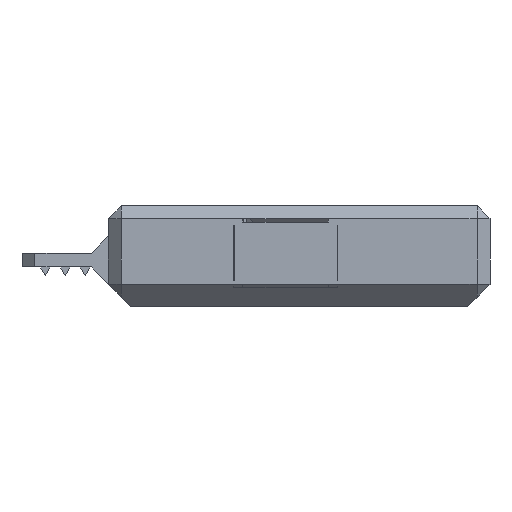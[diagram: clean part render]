
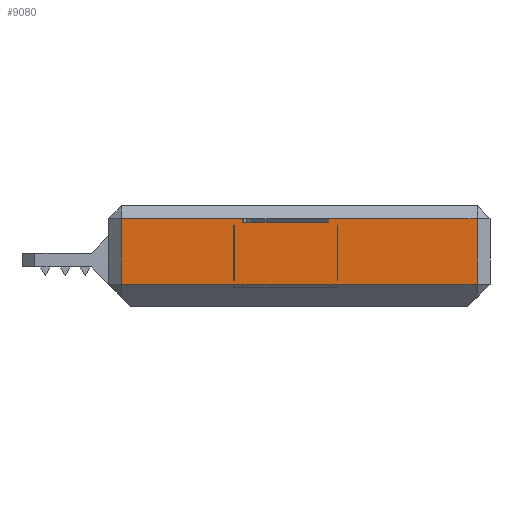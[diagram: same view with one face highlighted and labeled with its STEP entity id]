
A CAD part, front view. The second image highlights one B-rep face of the part: STEP entity #9080.
In plain terms, the highlighted planar face has unit normal (0, -1, 0).
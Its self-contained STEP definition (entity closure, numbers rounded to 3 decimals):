
#140=FACE_BOUND('',#1185,.T.);
#141=FACE_BOUND('',#1186,.T.);
#689=FACE_OUTER_BOUND('',#1184,.T.);
#1184=EDGE_LOOP('',(#7815,#7816,#7817,#7818,#7819,#7820,#7821,#7822,#7823,
#7824));
#1185=EDGE_LOOP('',(#7825,#7826,#7827,#7828));
#1186=EDGE_LOOP('',(#7829,#7830,#7831,#7832));
#1733=LINE('',#13853,#2874);
#1736=LINE('',#13858,#2877);
#1738=LINE('',#13863,#2879);
#1741=LINE('',#13869,#2882);
#1772=LINE('',#13931,#2913);
#1775=LINE('',#13936,#2916);
#1824=LINE('',#14042,#2965);
#1825=LINE('',#14044,#2966);
#1826=LINE('',#14047,#2967);
#1828=LINE('',#14050,#2969);
#1836=LINE('',#14064,#2977);
#1838=LINE('',#14067,#2979);
#2198=LINE('',#14801,#3339);
#2203=LINE('',#14809,#3344);
#2228=LINE('',#14859,#3369);
#2229=LINE('',#14860,#3370);
#2230=LINE('',#14862,#3371);
#2231=LINE('',#14864,#3372);
#2874=VECTOR('',#10362,10.);
#2877=VECTOR('',#10367,10.);
#2879=VECTOR('',#10371,10.);
#2882=VECTOR('',#10376,10.);
#2913=VECTOR('',#10419,10.);
#2916=VECTOR('',#10424,10.);
#2965=VECTOR('',#10499,10.);
#2966=VECTOR('',#10502,10.);
#2967=VECTOR('',#10505,10.);
#2969=VECTOR('',#10509,10.);
#2977=VECTOR('',#10523,10.);
#2979=VECTOR('',#10527,10.);
#3339=VECTOR('',#11213,10.);
#3344=VECTOR('',#11218,10.);
#3369=VECTOR('',#11277,10.);
#3370=VECTOR('',#11278,10.);
#3371=VECTOR('',#11281,10.);
#3372=VECTOR('',#11284,10.);
#3974=VERTEX_POINT('',#13850);
#3975=VERTEX_POINT('',#13852);
#3976=VERTEX_POINT('',#13856);
#3977=VERTEX_POINT('',#13860);
#3978=VERTEX_POINT('',#13862);
#3979=VERTEX_POINT('',#13866);
#3980=VERTEX_POINT('',#13868);
#4004=VERTEX_POINT('',#13928);
#4005=VERTEX_POINT('',#13930);
#4006=VERTEX_POINT('',#13934);
#4007=VERTEX_POINT('',#13938);
#4050=VERTEX_POINT('',#14040);
#4051=VERTEX_POINT('',#14046);
#4054=VERTEX_POINT('',#14063);
#4265=VERTEX_POINT('',#14800);
#4268=VERTEX_POINT('',#14807);
#4275=VERTEX_POINT('',#14849);
#4276=VERTEX_POINT('',#14853);
#4974=EDGE_CURVE('',#3975,#3974,#1733,.T.);
#4977=EDGE_CURVE('',#3974,#3976,#1736,.T.);
#4979=EDGE_CURVE('',#3977,#3978,#1738,.T.);
#4982=EDGE_CURVE('',#3980,#3979,#1741,.T.);
#5013=EDGE_CURVE('',#4005,#4004,#1772,.T.);
#5016=EDGE_CURVE('',#4004,#4006,#1775,.T.);
#5071=EDGE_CURVE('',#4007,#4050,#1824,.T.);
#5072=EDGE_CURVE('',#4050,#3980,#1825,.T.);
#5073=EDGE_CURVE('',#4051,#3975,#1826,.T.);
#5075=EDGE_CURVE('',#3976,#4051,#1828,.T.);
#5083=EDGE_CURVE('',#4054,#4005,#1836,.T.);
#5085=EDGE_CURVE('',#4006,#4054,#1838,.T.);
#5457=EDGE_CURVE('',#3978,#4265,#2198,.T.);
#5462=EDGE_CURVE('',#4268,#3977,#2203,.T.);
#5487=EDGE_CURVE('',#4275,#3979,#2228,.T.);
#5488=EDGE_CURVE('',#4007,#4276,#2229,.T.);
#5489=EDGE_CURVE('',#4276,#4268,#2230,.T.);
#5490=EDGE_CURVE('',#4265,#4275,#2231,.T.);
#7815=ORIENTED_EDGE('',*,*,#4982,.T.);
#7816=ORIENTED_EDGE('',*,*,#5487,.F.);
#7817=ORIENTED_EDGE('',*,*,#5490,.F.);
#7818=ORIENTED_EDGE('',*,*,#5457,.F.);
#7819=ORIENTED_EDGE('',*,*,#4979,.F.);
#7820=ORIENTED_EDGE('',*,*,#5462,.F.);
#7821=ORIENTED_EDGE('',*,*,#5489,.F.);
#7822=ORIENTED_EDGE('',*,*,#5488,.F.);
#7823=ORIENTED_EDGE('',*,*,#5071,.T.);
#7824=ORIENTED_EDGE('',*,*,#5072,.T.);
#7825=ORIENTED_EDGE('',*,*,#4977,.T.);
#7826=ORIENTED_EDGE('',*,*,#5075,.T.);
#7827=ORIENTED_EDGE('',*,*,#5073,.T.);
#7828=ORIENTED_EDGE('',*,*,#4974,.T.);
#7829=ORIENTED_EDGE('',*,*,#5013,.T.);
#7830=ORIENTED_EDGE('',*,*,#5016,.T.);
#7831=ORIENTED_EDGE('',*,*,#5085,.T.);
#7832=ORIENTED_EDGE('',*,*,#5083,.T.);
#8619=PLANE('',#9531);
#9080=ADVANCED_FACE('',(#689,#140,#141),#8619,.T.);
#9531=AXIS2_PLACEMENT_3D('',#14876,#11302,#11303);
#10362=DIRECTION('',(0.,0.,-1.));
#10367=DIRECTION('',(-1.,0.,0.));
#10371=DIRECTION('',(-1.,0.,0.));
#10376=DIRECTION('',(0.,0.,1.));
#10419=DIRECTION('',(0.,0.,1.));
#10424=DIRECTION('',(1.,0.,0.));
#10499=DIRECTION('',(0.,0.,-1.));
#10502=DIRECTION('',(-1.,0.,0.));
#10505=DIRECTION('',(1.,0.,0.));
#10509=DIRECTION('',(0.,0.,1.));
#10523=DIRECTION('',(-1.,0.,0.));
#10527=DIRECTION('',(0.,0.,-1.));
#11213=DIRECTION('',(-1.,0.,0.));
#11218=DIRECTION('',(-1.,0.,0.));
#11277=DIRECTION('',(1.,0.,0.));
#11278=DIRECTION('',(1.,0.,0.));
#11281=DIRECTION('',(0.,0.,-1.));
#11284=DIRECTION('',(0.,0.,1.));
#11302=DIRECTION('center_axis',(0.,-1.,0.));
#11303=DIRECTION('ref_axis',(1.,0.,0.));
#13850=CARTESIAN_POINT('',(11.05,-3.6,-3.2));
#13852=CARTESIAN_POINT('',(11.05,-3.6,3.2));
#13853=CARTESIAN_POINT('',(11.05,-3.6,1.6));
#13856=CARTESIAN_POINT('',(11.,-3.6,-3.2));
#13858=CARTESIAN_POINT('',(3.775,-3.6,-3.2));
#13860=CARTESIAN_POINT('',(21.942,-3.6,-3.6));
#13862=CARTESIAN_POINT('',(12.058,-3.6,-3.6));
#13863=CARTESIAN_POINT('',(7.538,-3.6,-3.6));
#13866=CARTESIAN_POINT('',(12.058,-3.6,4.));
#13868=CARTESIAN_POINT('',(12.058,-3.6,3.6));
#13869=CARTESIAN_POINT('',(12.058,-3.6,1.8));
#13928=CARTESIAN_POINT('',(22.95,-3.6,3.2));
#13930=CARTESIAN_POINT('',(22.95,-3.6,-3.2));
#13931=CARTESIAN_POINT('',(22.95,-3.6,-1.6));
#13934=CARTESIAN_POINT('',(23.,-3.6,3.2));
#13936=CARTESIAN_POINT('',(9.725,-3.6,3.2));
#13938=CARTESIAN_POINT('',(21.942,-3.6,4.));
#14040=CARTESIAN_POINT('',(21.942,-3.6,3.6));
#14042=CARTESIAN_POINT('',(21.942,-3.6,2.));
#14044=CARTESIAN_POINT('',(9.221,-3.6,3.6));
#14046=CARTESIAN_POINT('',(11.,-3.6,3.2));
#14047=CARTESIAN_POINT('',(3.75,-3.6,3.2));
#14050=CARTESIAN_POINT('',(11.,-3.6,-1.6));
#14063=CARTESIAN_POINT('',(23.,-3.6,-3.2));
#14064=CARTESIAN_POINT('',(9.75,-3.6,-3.2));
#14067=CARTESIAN_POINT('',(23.,-3.6,1.6));
#14800=CARTESIAN_POINT('',(-2.,-3.6,-3.6));
#14801=CARTESIAN_POINT('',(7.538,-3.6,-3.6));
#14807=CARTESIAN_POINT('',(39.15,-3.6,-3.6));
#14809=CARTESIAN_POINT('',(7.538,-3.6,-3.6));
#14849=CARTESIAN_POINT('',(-2.,-3.6,4.));
#14853=CARTESIAN_POINT('',(39.15,-3.6,4.));
#14859=CARTESIAN_POINT('',(7.538,-3.6,4.));
#14860=CARTESIAN_POINT('',(7.538,-3.6,4.));
#14862=CARTESIAN_POINT('',(39.15,-3.6,0.));
#14864=CARTESIAN_POINT('',(-2.,-3.6,0.));
#14876=CARTESIAN_POINT('Origin',(-3.5,-3.6,0.));
